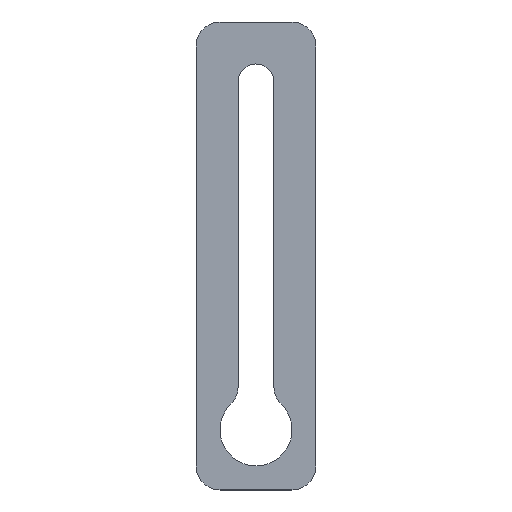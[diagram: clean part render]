
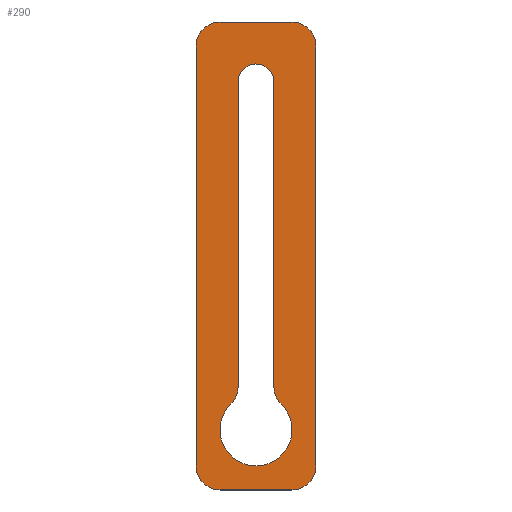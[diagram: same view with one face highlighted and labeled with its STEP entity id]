
A CAD part, top view. The second image highlights one B-rep face of the part: STEP entity #290.
In plain terms, the highlighted planar face has unit normal (0, 0, 1).
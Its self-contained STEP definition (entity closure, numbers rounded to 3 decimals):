
#15=FACE_BOUND('',#43,.T.);
#17=PLANE('',#322);
#26=FACE_OUTER_BOUND('',#42,.T.);
#42=EDGE_LOOP('',(#201,#202,#203,#204,#205,#206,#207,#208));
#43=EDGE_LOOP('',(#209,#210,#211,#212,#213,#214));
#61=LINE('',#458,#87);
#62=LINE('',#462,#88);
#63=LINE('',#466,#89);
#64=LINE('',#469,#90);
#65=LINE('',#475,#91);
#66=LINE('',#478,#92);
#87=VECTOR('',#365,10.);
#88=VECTOR('',#368,10.);
#89=VECTOR('',#371,10.);
#90=VECTOR('',#374,10.);
#91=VECTOR('',#379,10.);
#92=VECTOR('',#382,10.);
#112=CIRCLE('',#321,2.);
#113=CIRCLE('',#323,2.);
#114=CIRCLE('',#324,2.);
#115=CIRCLE('',#325,2.);
#116=CIRCLE('',#326,2.);
#117=CIRCLE('',#327,3.);
#118=CIRCLE('',#328,2.);
#119=CIRCLE('',#329,1.5);
#129=VERTEX_POINT('',#448);
#130=VERTEX_POINT('',#450);
#131=VERTEX_POINT('',#454);
#132=VERTEX_POINT('',#455);
#133=VERTEX_POINT('',#457);
#134=VERTEX_POINT('',#459);
#135=VERTEX_POINT('',#461);
#136=VERTEX_POINT('',#463);
#137=VERTEX_POINT('',#465);
#138=VERTEX_POINT('',#467);
#139=VERTEX_POINT('',#470);
#140=VERTEX_POINT('',#472);
#141=VERTEX_POINT('',#474);
#142=VERTEX_POINT('',#476);
#157=EDGE_CURVE('',#129,#130,#112,.T.);
#159=EDGE_CURVE('',#131,#132,#113,.T.);
#160=EDGE_CURVE('',#133,#131,#61,.T.);
#161=EDGE_CURVE('',#134,#133,#114,.T.);
#162=EDGE_CURVE('',#135,#134,#62,.T.);
#163=EDGE_CURVE('',#136,#135,#115,.T.);
#164=EDGE_CURVE('',#137,#136,#63,.T.);
#165=EDGE_CURVE('',#138,#137,#116,.T.);
#166=EDGE_CURVE('',#132,#138,#64,.T.);
#167=EDGE_CURVE('',#129,#139,#117,.T.);
#168=EDGE_CURVE('',#140,#139,#118,.T.);
#169=EDGE_CURVE('',#140,#141,#65,.T.);
#170=EDGE_CURVE('',#141,#142,#119,.T.);
#171=EDGE_CURVE('',#142,#130,#66,.T.);
#201=ORIENTED_EDGE('',*,*,#159,.F.);
#202=ORIENTED_EDGE('',*,*,#160,.F.);
#203=ORIENTED_EDGE('',*,*,#161,.F.);
#204=ORIENTED_EDGE('',*,*,#162,.F.);
#205=ORIENTED_EDGE('',*,*,#163,.F.);
#206=ORIENTED_EDGE('',*,*,#164,.F.);
#207=ORIENTED_EDGE('',*,*,#165,.F.);
#208=ORIENTED_EDGE('',*,*,#166,.F.);
#209=ORIENTED_EDGE('',*,*,#157,.F.);
#210=ORIENTED_EDGE('',*,*,#167,.T.);
#211=ORIENTED_EDGE('',*,*,#168,.F.);
#212=ORIENTED_EDGE('',*,*,#169,.T.);
#213=ORIENTED_EDGE('',*,*,#170,.T.);
#214=ORIENTED_EDGE('',*,*,#171,.T.);
#290=ADVANCED_FACE('',(#26,#15),#17,.T.);
#321=AXIS2_PLACEMENT_3D('',#451,#358,#359);
#322=AXIS2_PLACEMENT_3D('',#453,#361,#362);
#323=AXIS2_PLACEMENT_3D('',#456,#363,#364);
#324=AXIS2_PLACEMENT_3D('',#460,#366,#367);
#325=AXIS2_PLACEMENT_3D('',#464,#369,#370);
#326=AXIS2_PLACEMENT_3D('',#468,#372,#373);
#327=AXIS2_PLACEMENT_3D('',#471,#375,#376);
#328=AXIS2_PLACEMENT_3D('',#473,#377,#378);
#329=AXIS2_PLACEMENT_3D('',#477,#380,#381);
#358=DIRECTION('center_axis',(0.,0.,-1.));
#359=DIRECTION('ref_axis',(-0.922,-0.387,0.));
#361=DIRECTION('center_axis',(0.,0.,1.));
#362=DIRECTION('ref_axis',(1.,0.,0.));
#363=DIRECTION('center_axis',(0.,0.,-1.));
#364=DIRECTION('ref_axis',(0.707,-0.707,0.));
#365=DIRECTION('',(0.,-1.,0.));
#366=DIRECTION('center_axis',(0.,0.,-1.));
#367=DIRECTION('ref_axis',(0.707,0.707,0.));
#368=DIRECTION('',(1.,0.,0.));
#369=DIRECTION('center_axis',(0.,0.,-1.));
#370=DIRECTION('ref_axis',(-0.707,0.707,0.));
#371=DIRECTION('',(0.,1.,0.));
#372=DIRECTION('center_axis',(0.,0.,-1.));
#373=DIRECTION('ref_axis',(-0.707,-0.707,0.));
#374=DIRECTION('',(-1.,0.,0.));
#375=DIRECTION('center_axis',(0.,0.,-1.));
#376=DIRECTION('ref_axis',(1.,0.,0.));
#377=DIRECTION('center_axis',(0.,0.,-1.));
#378=DIRECTION('ref_axis',(0.922,-0.387,0.));
#379=DIRECTION('',(0.,1.,0.));
#380=DIRECTION('center_axis',(0.,0.,-1.));
#381=DIRECTION('ref_axis',(1.,0.,0.));
#382=DIRECTION('',(0.,-1.,0.));
#448=CARTESIAN_POINT('',(12.1,5.142,0.));
#450=CARTESIAN_POINT('',(11.5,6.571,0.));
#451=CARTESIAN_POINT('Origin',(13.5,6.571,0.));
#453=CARTESIAN_POINT('Origin',(10.,17.5,0.));
#454=CARTESIAN_POINT('',(15.,0.,0.));
#455=CARTESIAN_POINT('',(13.,-2.,0.));
#456=CARTESIAN_POINT('Origin',(13.,0.,0.));
#457=CARTESIAN_POINT('',(15.,35.,0.));
#458=CARTESIAN_POINT('',(15.,37.,0.));
#459=CARTESIAN_POINT('',(13.,37.,0.));
#460=CARTESIAN_POINT('Origin',(13.,35.,0.));
#461=CARTESIAN_POINT('',(7.,37.,0.));
#462=CARTESIAN_POINT('',(5.,37.,0.));
#463=CARTESIAN_POINT('',(5.,35.,0.));
#464=CARTESIAN_POINT('Origin',(7.,35.,0.));
#465=CARTESIAN_POINT('',(5.,0.,0.));
#466=CARTESIAN_POINT('',(5.,-2.,0.));
#467=CARTESIAN_POINT('',(7.,-2.,0.));
#468=CARTESIAN_POINT('Origin',(7.,0.,0.));
#469=CARTESIAN_POINT('',(15.,-2.,0.));
#470=CARTESIAN_POINT('',(7.9,5.142,0.));
#471=CARTESIAN_POINT('Origin',(10.,3.,0.));
#472=CARTESIAN_POINT('',(8.5,6.571,0.));
#473=CARTESIAN_POINT('Origin',(6.5,6.571,0.));
#474=CARTESIAN_POINT('',(8.5,32.,0.));
#475=CARTESIAN_POINT('',(8.5,32.,0.));
#476=CARTESIAN_POINT('',(11.5,32.,0.));
#477=CARTESIAN_POINT('Origin',(10.,32.,0.));
#478=CARTESIAN_POINT('',(11.5,32.,0.));
